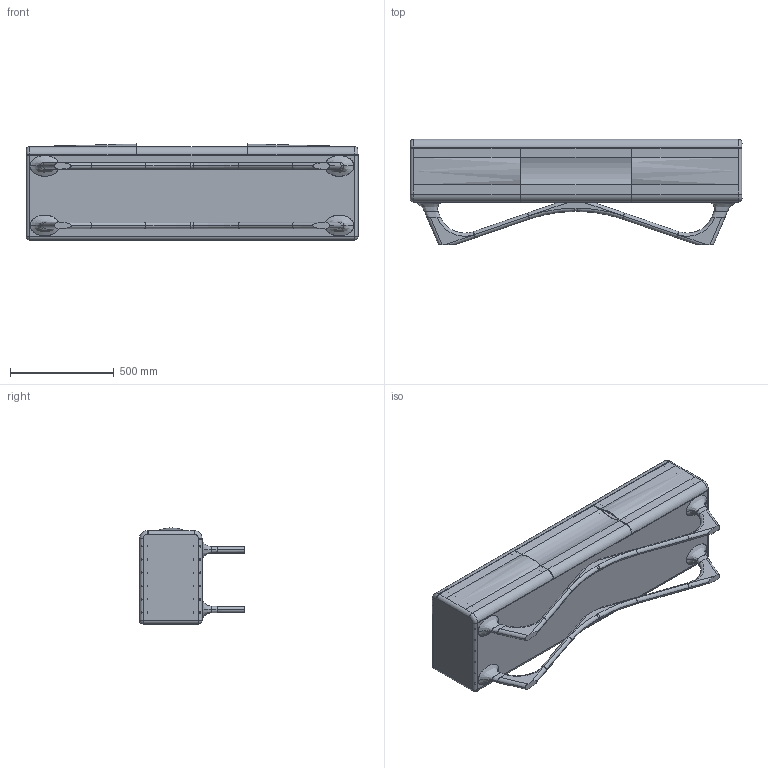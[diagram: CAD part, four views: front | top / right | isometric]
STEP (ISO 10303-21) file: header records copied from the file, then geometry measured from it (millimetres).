
FILE_DESCRIPTION (( 'STEP AP203' ), '1' );
FILE_NAME ('0. Antoni Lowboard 160 - sklop.STEP', '2023-11-23T10:31:04', ( '' ), ( '' ), 'SwSTEP 2.0', 'SolidWorks 2023', '' );
FILE_SCHEMA (( 'CONFIG_CONTROL_DESIGN' ));
Length unit declared in the file: millimetre
Products named in the file (1): 0. Antoni Lowboard 160 - sklop
Bounding box: 1600 x 507 x 462.8 mm (x, y, z)
Volume: 58291225.8 mm3; surface area: 8388981.7 mm2
Topology: 102 solids, 106 shells, 1766 faces, 3912 edges, 2504 vertices
Faces by surface type: cylinder 733, plane 711, cone 240, bspline 58, torus 20, sphere 4
Entity records: 55497 total; most frequent: CARTESIAN_POINT 15323, DIRECTION 8826, ORIENTED_EDGE 7800, EDGE_CURVE 3900, AXIS2_PLACEMENT_3D 3419, VERTEX_POINT 2504, EDGE_LOOP 2044, VECTOR 1988
